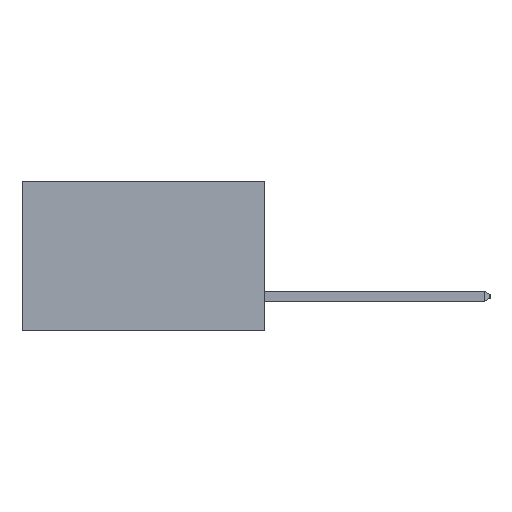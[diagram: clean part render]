
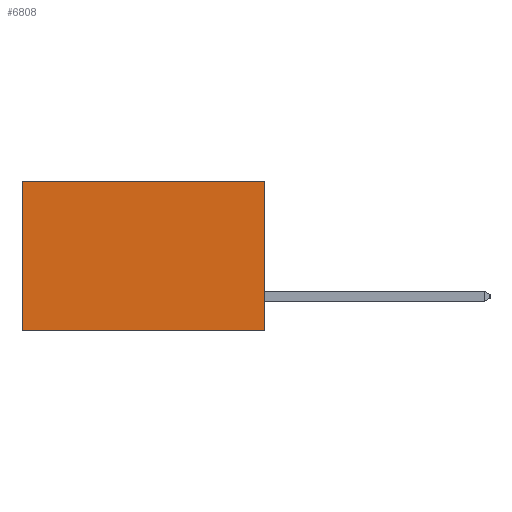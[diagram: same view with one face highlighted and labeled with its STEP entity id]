
A CAD part, left-side view. The second image highlights one B-rep face of the part: STEP entity #6808.
In plain terms, the highlighted planar face has unit normal (-1, 0, 0).
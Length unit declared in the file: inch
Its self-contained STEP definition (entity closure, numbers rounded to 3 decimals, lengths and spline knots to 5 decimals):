
#283 = CARTESIAN_POINT ( 'NONE',  ( 0.2615, 0.6, -0.37 ) ) ;
#2421 = EDGE_CURVE ( 'NONE', #18620, #15042, #5065, .T. ) ;
#3415 = EDGE_LOOP ( 'NONE', ( #16058, #3462, #13783, #17646 ) ) ;
#3457 = LINE ( 'NONE', #5003, #11121 ) ;
#3462 = ORIENTED_EDGE ( 'NONE', *, *, #18569, .F. ) ;
#3643 = VERTEX_POINT ( 'NONE', #8755 ) ;
#4536 = VECTOR ( 'NONE', #12619, 39.37008 ) ;
#4641 = EDGE_CURVE ( 'NONE', #16689, #3643, #14670, .T. ) ;
#4736 = CARTESIAN_POINT ( 'NONE',  ( 0.2615, 0.6, 0. ) ) ;
#5003 = CARTESIAN_POINT ( 'NONE',  ( 0.2615, 0., 0. ) ) ;
#5065 = LINE ( 'NONE', #18057, #4536 ) ;
#5239 = EDGE_CURVE ( 'NONE', #18620, #16689, #3457, .T. ) ;
#5547 = DIRECTION ( 'NONE',  ( 0., 1., 0. ) ) ;
#6029 = VECTOR ( 'NONE', #12244, 39.37008 ) ;
#6808 = ADVANCED_FACE ( 'NONE', ( #6941 ), #12343, .F. ) ;
#6941 = FACE_OUTER_BOUND ( 'NONE', #3415, .T. ) ;
#8074 = CARTESIAN_POINT ( 'NONE',  ( 0.2615, 0., 0. ) ) ;
#8755 = CARTESIAN_POINT ( 'NONE',  ( 0.2615, 0.6, -0.37 ) ) ;
#8790 = DIRECTION ( 'NONE',  ( 0., 1., 0. ) ) ;
#8989 = CARTESIAN_POINT ( 'NONE',  ( 0.2615, 0., -0.37 ) ) ;
#9535 = LINE ( 'NONE', #8989, #17043 ) ;
#11121 = VECTOR ( 'NONE', #5547, 39.37008 ) ;
#12166 = DIRECTION ( 'NONE',  ( 0., 0., -1. ) ) ;
#12244 = DIRECTION ( 'NONE',  ( 0., 0., -1. ) ) ;
#12321 = DIRECTION ( 'NONE',  ( 1., 0., 0. ) ) ;
#12343 = PLANE ( 'NONE',  #13598 ) ;
#12601 = CARTESIAN_POINT ( 'NONE',  ( 0.2615, 0., -0.37 ) ) ;
#12619 = DIRECTION ( 'NONE',  ( 0., 0., -1. ) ) ;
#12801 = CARTESIAN_POINT ( 'NONE',  ( 0.2615, 0., -0.37 ) ) ;
#13598 = AXIS2_PLACEMENT_3D ( 'NONE', #12601, #12321, #12166 ) ;
#13783 = ORIENTED_EDGE ( 'NONE', *, *, #2421, .F. ) ;
#14670 = LINE ( 'NONE', #283, #6029 ) ;
#15042 = VERTEX_POINT ( 'NONE', #12801 ) ;
#16058 = ORIENTED_EDGE ( 'NONE', *, *, #4641, .T. ) ;
#16689 = VERTEX_POINT ( 'NONE', #4736 ) ;
#17043 = VECTOR ( 'NONE', #8790, 39.37008 ) ;
#17646 = ORIENTED_EDGE ( 'NONE', *, *, #5239, .T. ) ;
#18057 = CARTESIAN_POINT ( 'NONE',  ( 0.2615, 0., -0.37 ) ) ;
#18569 = EDGE_CURVE ( 'NONE', #15042, #3643, #9535, .T. ) ;
#18620 = VERTEX_POINT ( 'NONE', #8074 ) ;
